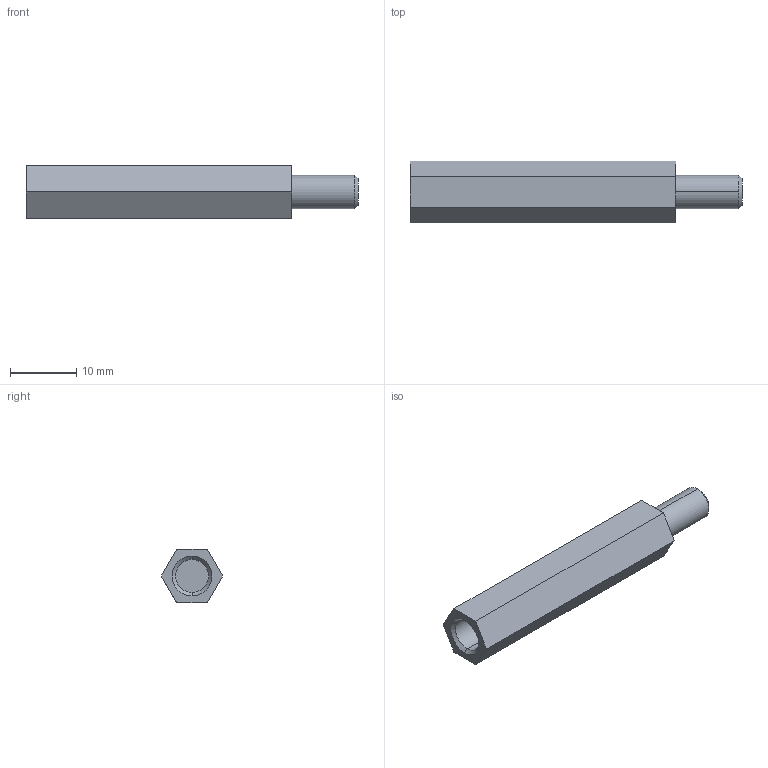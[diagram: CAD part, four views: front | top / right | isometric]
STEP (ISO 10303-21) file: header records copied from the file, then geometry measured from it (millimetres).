
FILE_DESCRIPTION(('STEP AP203'),'1');
FILE_NAME('dmh-m5x40.stp','2024-07-15T20:20:53',('TraceParts'),('TraceParts S.A.'),'Spatial InterOp 3D',' ',' ');
FILE_SCHEMA(('CONFIG_CONTROL_DESIGN'));
Length unit declared in the file: millimetre
Products named in the file (1): 1
Bounding box: 50 x 9.24 x 8 mm (x, y, z)
Volume: 2212.4 mm3; surface area: 1535.2 mm2
Topology: 1 solids, 1 shells, 254 faces, 665 edges, 442 vertices
Faces by surface type: plane 172, bspline 74, cone 4, cylinder 4
Entity records: 12609 total; most frequent: CARTESIAN_POINT 6796, ORIENTED_EDGE 1330, DIRECTION 891, EDGE_CURVE 665, LINE 505, VECTOR 505, VERTEX_POINT 442, EDGE_LOOP 283
